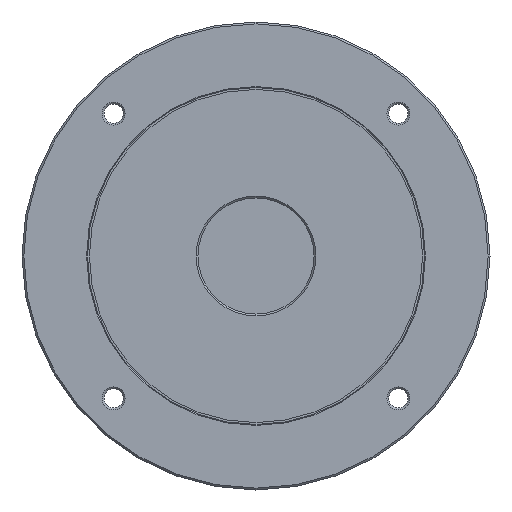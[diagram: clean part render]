
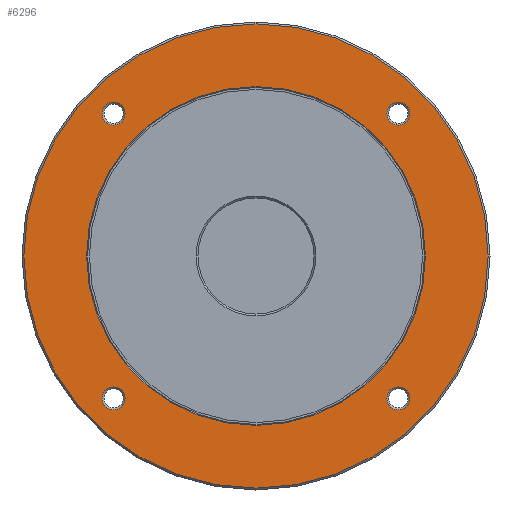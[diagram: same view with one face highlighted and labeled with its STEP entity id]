
A CAD part, left-side view. The second image highlights one B-rep face of the part: STEP entity #6296.
In plain terms, the highlighted face is planar.
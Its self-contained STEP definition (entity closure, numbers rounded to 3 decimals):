
#6296=ADVANCED_FACE('',(#12548,#12550,#12552,#12554,#12556,#12558),#12560,.T.);
#12548=FACE_BOUND('',#12549,.T.);
#12549=EDGE_LOOP('',(#16889));
#12550=FACE_BOUND('',#12551,.T.);
#12551=EDGE_LOOP('',(#16890));
#12552=FACE_BOUND('',#12553,.T.);
#12553=EDGE_LOOP('',(#16891));
#12554=FACE_BOUND('',#12555,.T.);
#12555=EDGE_LOOP('',(#16892));
#12556=FACE_BOUND('',#12557,.T.);
#12557=EDGE_LOOP('',(#16893));
#12558=FACE_BOUND('',#12559,.T.);
#12559=EDGE_LOOP('',(#16894));
#12560=PLANE('',#12561);
#12561=AXIS2_PLACEMENT_3D('',#12562,#12563,#12564);
#12562=CARTESIAN_POINT('',(84.,0.,0.));
#12563=DIRECTION('',(1.,0.,0.));
#12564=DIRECTION('',(0.,1.,0.));
#16889=ORIENTED_EDGE('',*,*,#18547,.T.);
#16890=ORIENTED_EDGE('',*,*,#18545,.T.);
#16891=ORIENTED_EDGE('',*,*,#18543,.T.);
#16892=ORIENTED_EDGE('',*,*,#18548,.F.);
#16893=ORIENTED_EDGE('',*,*,#18542,.T.);
#16894=ORIENTED_EDGE('',*,*,#18544,.T.);
#18542=EDGE_CURVE('',#21022,#21022,#21023,.T.);
#18543=EDGE_CURVE('',#21024,#21024,#21025,.T.);
#18544=EDGE_CURVE('',#21026,#21026,#21027,.T.);
#18545=EDGE_CURVE('',#21028,#21028,#21029,.T.);
#18547=EDGE_CURVE('',#21032,#21032,#21033,.T.);
#18548=EDGE_CURVE('',#21034,#21034,#21035,.T.);
#21022=VERTEX_POINT('',#31133);
#21023=CIRCLE('',#31134,6.125);
#21024=VERTEX_POINT('',#31138);
#21025=CIRCLE('',#31139,6.125);
#21026=VERTEX_POINT('',#31143);
#21027=CIRCLE('',#31144,6.125);
#21028=VERTEX_POINT('',#31148);
#21029=CIRCLE('',#31149,6.125);
#21032=VERTEX_POINT('',#31158);
#21033=CIRCLE('',#31159,124.);
#21034=VERTEX_POINT('',#31163);
#21035=CIRCLE('',#31164,90.5);
#31133=CARTESIAN_POINT('',(84.,-76.014,-82.139));
#31134=AXIS2_PLACEMENT_3D('',#31135,#31136,#31137);
#31135=CARTESIAN_POINT('',(84.,-76.014,-76.014));
#31136=DIRECTION('',(-1.,-0.,-0.));
#31137=DIRECTION('',(-0.,0.,-1.));
#31138=CARTESIAN_POINT('',(84.,-76.014,69.889));
#31139=AXIS2_PLACEMENT_3D('',#31140,#31141,#31142);
#31140=CARTESIAN_POINT('',(84.,-76.014,76.014));
#31141=DIRECTION('',(-1.,-0.,-0.));
#31142=DIRECTION('',(-0.,0.,-1.));
#31143=CARTESIAN_POINT('',(84.,76.014,69.889));
#31144=AXIS2_PLACEMENT_3D('',#31145,#31146,#31147);
#31145=CARTESIAN_POINT('',(84.,76.014,76.014));
#31146=DIRECTION('',(-1.,-0.,-0.));
#31147=DIRECTION('',(-0.,0.,-1.));
#31148=CARTESIAN_POINT('',(84.,76.014,-82.139));
#31149=AXIS2_PLACEMENT_3D('',#31150,#31151,#31152);
#31150=CARTESIAN_POINT('',(84.,76.014,-76.014));
#31151=DIRECTION('',(-1.,-0.,-0.));
#31152=DIRECTION('',(-0.,0.,-1.));
#31158=CARTESIAN_POINT('',(84.,124.,0.));
#31159=AXIS2_PLACEMENT_3D('',#31160,#31161,#31162);
#31160=CARTESIAN_POINT('',(84.,0.,0.));
#31161=DIRECTION('',(1.,0.,0.));
#31162=DIRECTION('',(0.,1.,0.));
#31163=CARTESIAN_POINT('',(84.,90.5,0.));
#31164=AXIS2_PLACEMENT_3D('',#31165,#31166,#31167);
#31165=CARTESIAN_POINT('',(84.,0.,0.));
#31166=DIRECTION('',(1.,0.,0.));
#31167=DIRECTION('',(0.,1.,0.));
